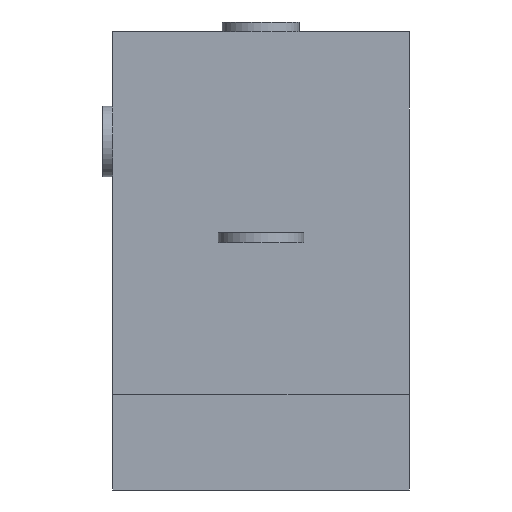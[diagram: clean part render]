
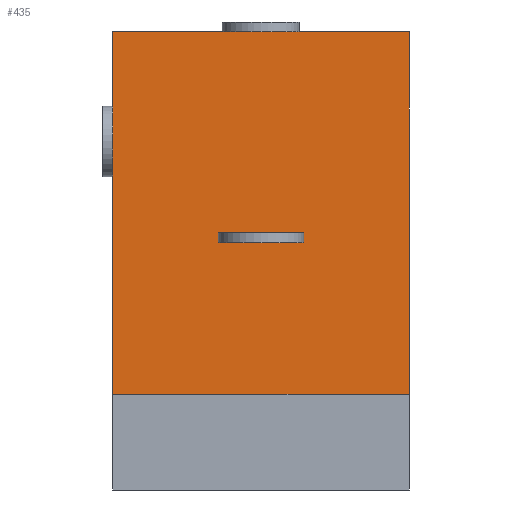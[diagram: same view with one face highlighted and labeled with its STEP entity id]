
A CAD part, front view. The second image highlights one B-rep face of the part: STEP entity #435.
In plain terms, the highlighted planar face has unit normal (0, -1, 0).
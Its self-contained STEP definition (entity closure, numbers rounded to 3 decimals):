
#64 = VERTEX_POINT('',#65);
#65 = CARTESIAN_POINT('',(4.5,-5.4,2.9));
#110 = VERTEX_POINT('',#111);
#111 = CARTESIAN_POINT('',(-4.5,-5.4,2.9));
#202 = EDGE_CURVE('',#110,#64,#203,.T.);
#203 = LINE('',#204,#205);
#204 = CARTESIAN_POINT('',(-4.5,-5.4,2.9));
#205 = VECTOR('',#206,1.);
#206 = DIRECTION('',(1.,0.,0.));
#218 = EDGE_CURVE('',#64,#219,#221,.T.);
#219 = VERTEX_POINT('',#220);
#220 = CARTESIAN_POINT('',(4.5,-5.4,13.9));
#221 = LINE('',#222,#223);
#222 = CARTESIAN_POINT('',(4.5,-5.4,2.9));
#223 = VECTOR('',#224,1.);
#224 = DIRECTION('',(0.,0.,1.));
#250 = EDGE_CURVE('',#110,#251,#253,.T.);
#251 = VERTEX_POINT('',#252);
#252 = CARTESIAN_POINT('',(-4.5,-5.4,9.5));
#253 = LINE('',#254,#255);
#254 = CARTESIAN_POINT('',(-4.5,-5.4,2.9));
#255 = VECTOR('',#256,1.);
#256 = DIRECTION('',(0.,0.,1.));
#275 = VERTEX_POINT('',#276);
#276 = CARTESIAN_POINT('',(-4.5,-5.4,11.65));
#282 = EDGE_CURVE('',#275,#283,#285,.T.);
#283 = VERTEX_POINT('',#284);
#284 = CARTESIAN_POINT('',(-4.5,-5.4,13.9));
#285 = LINE('',#286,#287);
#286 = CARTESIAN_POINT('',(-4.5,-5.4,2.9));
#287 = VECTOR('',#288,1.);
#288 = DIRECTION('',(0.,0.,1.));
#435 = ADVANCED_FACE('',(#436,#470),#504,.F.);
#436 = FACE_BOUND('',#437,.F.);
#437 = EDGE_LOOP('',(#438,#439,#445,#446,#454,#462,#468,#469));
#438 = ORIENTED_EDGE('',*,*,#250,.T.);
#439 = ORIENTED_EDGE('',*,*,#440,.T.);
#440 = EDGE_CURVE('',#251,#275,#441,.T.);
#441 = LINE('',#442,#443);
#442 = CARTESIAN_POINT('',(-4.5,-5.4,2.9));
#443 = VECTOR('',#444,1.);
#444 = DIRECTION('',(0.,0.,1.));
#445 = ORIENTED_EDGE('',*,*,#282,.T.);
#446 = ORIENTED_EDGE('',*,*,#447,.T.);
#447 = EDGE_CURVE('',#283,#448,#450,.T.);
#448 = VERTEX_POINT('',#449);
#449 = CARTESIAN_POINT('',(-1.175,-5.4,13.9));
#450 = LINE('',#451,#452);
#451 = CARTESIAN_POINT('',(-4.5,-5.4,13.9));
#452 = VECTOR('',#453,1.);
#453 = DIRECTION('',(1.,0.,0.));
#454 = ORIENTED_EDGE('',*,*,#455,.T.);
#455 = EDGE_CURVE('',#448,#456,#458,.T.);
#456 = VERTEX_POINT('',#457);
#457 = CARTESIAN_POINT('',(1.175,-5.4,13.9));
#458 = LINE('',#459,#460);
#459 = CARTESIAN_POINT('',(-4.5,-5.4,13.9));
#460 = VECTOR('',#461,1.);
#461 = DIRECTION('',(1.,0.,0.));
#462 = ORIENTED_EDGE('',*,*,#463,.T.);
#463 = EDGE_CURVE('',#456,#219,#464,.T.);
#464 = LINE('',#465,#466);
#465 = CARTESIAN_POINT('',(-4.5,-5.4,13.9));
#466 = VECTOR('',#467,1.);
#467 = DIRECTION('',(1.,0.,0.));
#468 = ORIENTED_EDGE('',*,*,#218,.F.);
#469 = ORIENTED_EDGE('',*,*,#202,.F.);
#470 = FACE_BOUND('',#471,.F.);
#471 = EDGE_LOOP('',(#472,#482,#490,#498));
#472 = ORIENTED_EDGE('',*,*,#473,.F.);
#473 = EDGE_CURVE('',#474,#476,#478,.T.);
#474 = VERTEX_POINT('',#475);
#475 = CARTESIAN_POINT('',(1.3,-5.4,7.5));
#476 = VERTEX_POINT('',#477);
#477 = CARTESIAN_POINT('',(-1.3,-5.4,7.5));
#478 = LINE('',#479,#480);
#479 = CARTESIAN_POINT('',(-2.25,-5.4,7.5));
#480 = VECTOR('',#481,1.);
#481 = DIRECTION('',(-1.,0.,0.));
#482 = ORIENTED_EDGE('',*,*,#483,.T.);
#483 = EDGE_CURVE('',#474,#484,#486,.T.);
#484 = VERTEX_POINT('',#485);
#485 = CARTESIAN_POINT('',(1.3,-5.4,7.8));
#486 = LINE('',#487,#488);
#487 = CARTESIAN_POINT('',(1.3,-5.4,5.2));
#488 = VECTOR('',#489,1.);
#489 = DIRECTION('',(0.,0.,1.));
#490 = ORIENTED_EDGE('',*,*,#491,.T.);
#491 = EDGE_CURVE('',#484,#492,#494,.T.);
#492 = VERTEX_POINT('',#493);
#493 = CARTESIAN_POINT('',(-1.3,-5.4,7.8));
#494 = LINE('',#495,#496);
#495 = CARTESIAN_POINT('',(-2.25,-5.4,7.8));
#496 = VECTOR('',#497,1.);
#497 = DIRECTION('',(-1.,0.,0.));
#498 = ORIENTED_EDGE('',*,*,#499,.F.);
#499 = EDGE_CURVE('',#476,#492,#500,.T.);
#500 = LINE('',#501,#502);
#501 = CARTESIAN_POINT('',(-1.3,-5.4,5.2));
#502 = VECTOR('',#503,1.);
#503 = DIRECTION('',(0.,0.,1.));
#504 = PLANE('',#505);
#505 = AXIS2_PLACEMENT_3D('',#506,#507,#508);
#506 = CARTESIAN_POINT('',(-4.5,-5.4,2.9));
#507 = DIRECTION('',(0.,1.,0.));
#508 = DIRECTION('',(1.,0.,0.));
